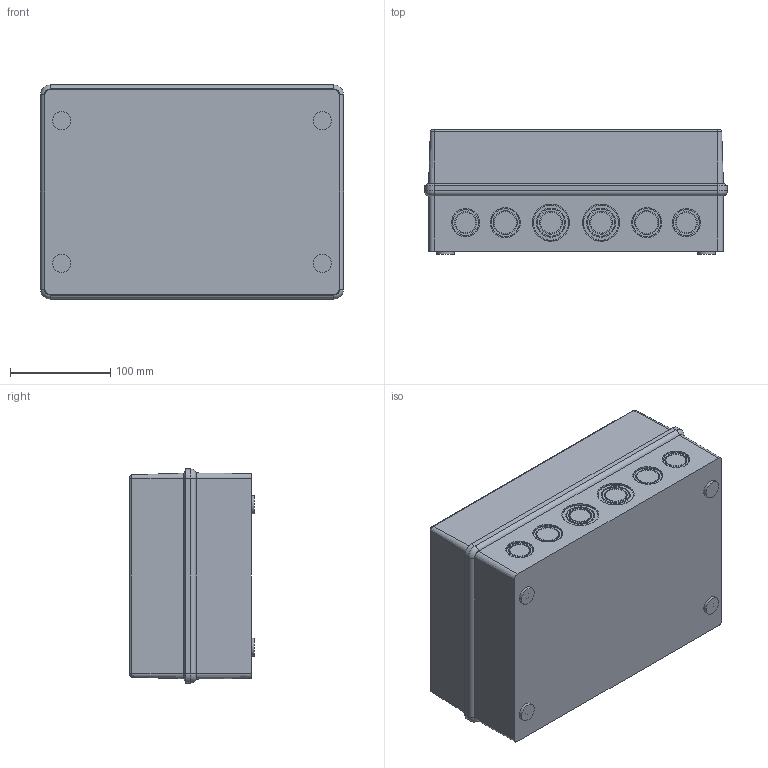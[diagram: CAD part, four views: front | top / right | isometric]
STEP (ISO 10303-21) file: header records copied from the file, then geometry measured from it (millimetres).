
FILE_DESCRIPTION (( 'STEP AP203' ), '1' );
FILE_NAME ('MKP75-N-16-55-10 ÊÌÏí 5-16-ÈÝÊ IP55 ñ ïðîçðà÷íîé êðûøêîé.STEP', '2016-10-04T10:58:54', ( '' ), ( '' ), 'SwSTEP 2.0', 'SolidWorks 2014', '' );
FILE_SCHEMA (( 'CONFIG_CONTROL_DESIGN' ));
Length unit declared in the file: millimetre
Products named in the file (1): MKP75-N-16-55-10 ÊÌÏí 5-16-ÈÝÊ IP55 ñ ïðîçðà÷íîé êðûøêîé
Bounding box: 302 x 124 x 213.3 mm (x, y, z)
Volume: 863197.6 mm3; surface area: 523854.1 mm2
Topology: 2 solids, 2 shells, 565 faces, 1235 edges, 821 vertices
Faces by surface type: plane 339, cylinder 186, cone 24, torus 16
Full cylindrical faces by diameter (mm): 2.8 x22, 3 x6, 4 x4, 5.4 x4, 7 x6, 8 x4, 8.5 x8, 11 x4, 14 x4, 16 x4, 18 x4, 20 x4, 21 x4, 22 x8, 23 x4, 24 x4, 26 x4, 27 x4, 28 x8, 29 x4, 30 x4, 35 x4, 37 x4
Entity records: 14689 total; most frequent: CARTESIAN_POINT 2678, DIRECTION 2588, ORIENTED_EDGE 2100, EDGE_CURVE 1050, AXIS2_PLACEMENT_3D 1020, EDGE_LOOP 842, VERTEX_POINT 766, FACE_OUTER_BOUND 691
